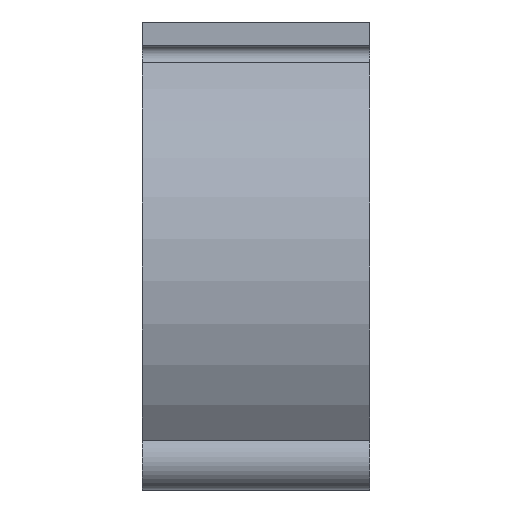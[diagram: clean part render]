
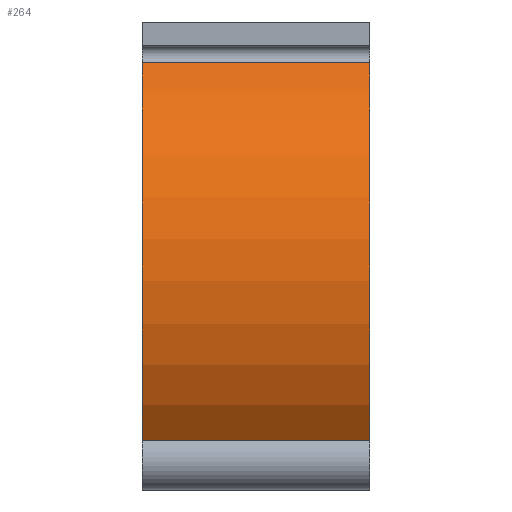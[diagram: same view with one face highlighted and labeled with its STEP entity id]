
A CAD part, left-side view. The second image highlights one B-rep face of the part: STEP entity #264.
In plain terms, the highlighted cylindrical face has radius 11.2 mm (diameter 22.4 mm), a partial arc.
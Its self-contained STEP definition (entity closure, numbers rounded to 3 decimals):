
#28=FACE_OUTER_BOUND('',#42,.T.);
#42=EDGE_LOOP('',(#199,#200,#201,#202));
#58=CIRCLE('',#301,11.2);
#59=CIRCLE('',#302,11.2);
#77=LINE('',#443,#100);
#78=LINE('',#449,#101);
#100=VECTOR('',#357,10.);
#101=VECTOR('',#364,10.);
#127=VERTEX_POINT('',#439);
#128=VERTEX_POINT('',#441);
#129=VERTEX_POINT('',#445);
#130=VERTEX_POINT('',#447);
#157=EDGE_CURVE('',#127,#128,#77,.T.);
#158=EDGE_CURVE('',#127,#129,#58,.T.);
#159=EDGE_CURVE('',#130,#128,#59,.F.);
#160=EDGE_CURVE('',#129,#130,#78,.T.);
#199=ORIENTED_EDGE('',*,*,#158,.F.);
#200=ORIENTED_EDGE('',*,*,#157,.T.);
#201=ORIENTED_EDGE('',*,*,#159,.F.);
#202=ORIENTED_EDGE('',*,*,#160,.F.);
#255=CYLINDRICAL_SURFACE('',#300,11.2);
#264=ADVANCED_FACE('',(#28),#255,.T.);
#300=AXIS2_PLACEMENT_3D('',#444,#358,#359);
#301=AXIS2_PLACEMENT_3D('',#446,#360,#361);
#302=AXIS2_PLACEMENT_3D('',#448,#362,#363);
#357=DIRECTION('',(0.,-1.,0.));
#358=DIRECTION('center_axis',(0.,-1.,0.));
#359=DIRECTION('ref_axis',(-0.791,0.,-0.612));
#360=DIRECTION('center_axis',(0.,1.,0.));
#361=DIRECTION('ref_axis',(-0.791,0.,-0.612));
#362=DIRECTION('center_axis',(0.,1.,0.));
#363=DIRECTION('ref_axis',(-0.791,0.,-0.612));
#364=DIRECTION('',(0.,-1.,0.));
#439=CARTESIAN_POINT('',(-8.861,-0.15,-20.35));
#441=CARTESIAN_POINT('',(-8.861,-9.85,-20.35));
#443=CARTESIAN_POINT('',(-8.861,0.,-20.35));
#444=CARTESIAN_POINT('Origin',(0.,0.,-13.5));
#445=CARTESIAN_POINT('',(-6.287,-0.15,-4.231));
#446=CARTESIAN_POINT('Origin',(0.,-0.15,-13.5));
#447=CARTESIAN_POINT('',(-6.287,-9.85,-4.231));
#448=CARTESIAN_POINT('Origin',(0.,-9.85,-13.5));
#449=CARTESIAN_POINT('',(-6.287,0.,-4.231));
